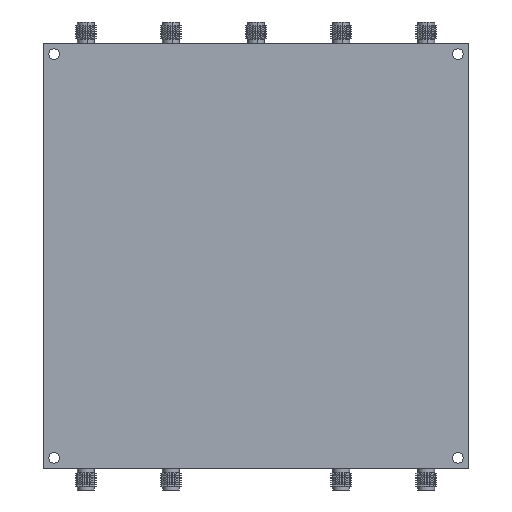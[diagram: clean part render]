
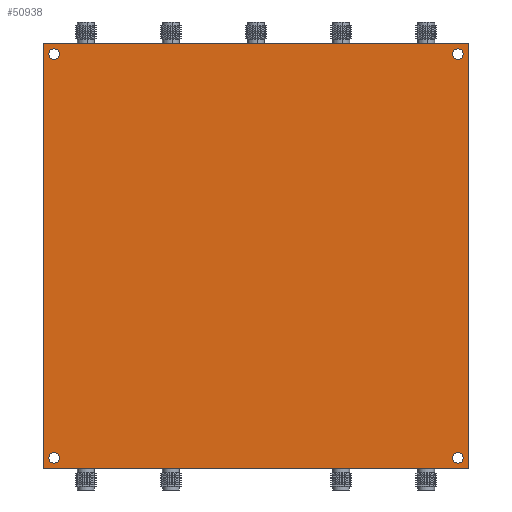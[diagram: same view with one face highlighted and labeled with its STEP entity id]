
A CAD part, front view. The second image highlights one B-rep face of the part: STEP entity #50938.
In plain terms, the highlighted planar face has unit normal (0, -1, 0).
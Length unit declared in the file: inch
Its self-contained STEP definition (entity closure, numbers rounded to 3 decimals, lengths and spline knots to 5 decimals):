
#287 = CIRCLE ( 'NONE', #41028, 0.0625 ) ;
#1127 = VERTEX_POINT ( 'NONE', #52992 ) ;
#1132 = EDGE_CURVE ( 'NONE', #32980, #27294, #12550, .T. ) ;
#2884 = DIRECTION ( 'NONE',  ( 0., 0., 1. ) ) ;
#3325 = AXIS2_PLACEMENT_3D ( 'NONE', #56220, #23428, #17970 ) ;
#3718 = DIRECTION ( 'NONE',  ( 0., 1., 0. ) ) ;
#4094 = EDGE_LOOP ( 'NONE', ( #16969, #31961 ) ) ;
#4195 = CARTESIAN_POINT ( 'NONE',  ( -2.375, 0., 2.4375 ) ) ;
#5460 = ORIENTED_EDGE ( 'NONE', *, *, #36980, .T. ) ;
#5652 = FACE_OUTER_BOUND ( 'NONE', #40670, .T. ) ;
#6275 = CIRCLE ( 'NONE', #41164, 0.0625 ) ;
#6598 = DIRECTION ( 'NONE',  ( 0., 1., 0. ) ) ;
#7166 = AXIS2_PLACEMENT_3D ( 'NONE', #11804, #11214, #48250 ) ;
#7304 = VECTOR ( 'NONE', #38606, 39.37008 ) ;
#8242 = VERTEX_POINT ( 'NONE', #59834 ) ;
#8525 = DIRECTION ( 'NONE',  ( 1., 0., 0. ) ) ;
#8539 = ORIENTED_EDGE ( 'NONE', *, *, #52672, .F. ) ;
#8743 = DIRECTION ( 'NONE',  ( 0., 1., 0. ) ) ;
#9295 = FACE_BOUND ( 'NONE', #49681, .T. ) ;
#9336 = CIRCLE ( 'NONE', #19063, 0.0625 ) ;
#9521 = CIRCLE ( 'NONE', #49283, 0.0625 ) ;
#9906 = CARTESIAN_POINT ( 'NONE',  ( -2.375, 0., 2.375 ) ) ;
#10037 = CIRCLE ( 'NONE', #7166, 0.0625 ) ;
#10192 = PLANE ( 'NONE',  #30046 ) ;
#10337 = VERTEX_POINT ( 'NONE', #32984 ) ;
#10611 = ORIENTED_EDGE ( 'NONE', *, *, #21612, .T. ) ;
#10764 = CARTESIAN_POINT ( 'NONE',  ( -2.375, 0., -2.3125 ) ) ;
#11214 = DIRECTION ( 'NONE',  ( 0., 1., 0. ) ) ;
#11215 = CARTESIAN_POINT ( 'NONE',  ( 2.375, 0., 2.375 ) ) ;
#11804 = CARTESIAN_POINT ( 'NONE',  ( 2.375, 0., 2.375 ) ) ;
#11935 = EDGE_CURVE ( 'NONE', #22078, #1127, #59571, .T. ) ;
#12550 = LINE ( 'NONE', #12849, #39893 ) ;
#12849 = CARTESIAN_POINT ( 'NONE',  ( -2.5, 0., -2.5 ) ) ;
#13589 = CARTESIAN_POINT ( 'NONE',  ( 2.375, 0., 2.4375 ) ) ;
#13679 = CARTESIAN_POINT ( 'NONE',  ( -2.5, 0., 2.5 ) ) ;
#15214 = CARTESIAN_POINT ( 'NONE',  ( -2.5, 0., 2.5 ) ) ;
#16969 = ORIENTED_EDGE ( 'NONE', *, *, #57461, .T. ) ;
#17948 = EDGE_CURVE ( 'NONE', #1127, #22078, #9521, .T. ) ;
#17970 = DIRECTION ( 'NONE',  ( 0., 0., 1. ) ) ;
#19063 = AXIS2_PLACEMENT_3D ( 'NONE', #34506, #39922, #2884 ) ;
#19279 = CARTESIAN_POINT ( 'NONE',  ( -2.375, 0., 2.3125 ) ) ;
#19428 = AXIS2_PLACEMENT_3D ( 'NONE', #11215, #34627, #40057 ) ;
#19551 = EDGE_LOOP ( 'NONE', ( #5460, #40015 ) ) ;
#19822 = LINE ( 'NONE', #48315, #7304 ) ;
#20573 = CARTESIAN_POINT ( 'NONE',  ( 2.375, 0., -2.3125 ) ) ;
#21612 = EDGE_CURVE ( 'NONE', #10337, #26678, #24616, .T. ) ;
#22078 = VERTEX_POINT ( 'NONE', #10764 ) ;
#23428 = DIRECTION ( 'NONE',  ( 0., 1., 0. ) ) ;
#23857 = EDGE_CURVE ( 'NONE', #56359, #33818, #26758, .T. ) ;
#24594 = CARTESIAN_POINT ( 'NONE',  ( 2.5, 0., -2.5 ) ) ;
#24616 = CIRCLE ( 'NONE', #38157, 0.0625 ) ;
#26678 = VERTEX_POINT ( 'NONE', #20573 ) ;
#26758 = LINE ( 'NONE', #13679, #27772 ) ;
#27261 = DIRECTION ( 'NONE',  ( 0., 0., 1. ) ) ;
#27294 = VERTEX_POINT ( 'NONE', #54404 ) ;
#27772 = VECTOR ( 'NONE', #8525, 39.37008 ) ;
#28612 = VERTEX_POINT ( 'NONE', #4195 ) ;
#29158 = LINE ( 'NONE', #15214, #56529 ) ;
#29298 = DIRECTION ( 'NONE',  ( 0., -1., 0. ) ) ;
#29606 = DIRECTION ( 'NONE',  ( 0., 0., -1. ) ) ;
#30046 = AXIS2_PLACEMENT_3D ( 'NONE', #43580, #29298, #29606 ) ;
#31043 = DIRECTION ( 'NONE',  ( 0., 0., 1. ) ) ;
#31961 = ORIENTED_EDGE ( 'NONE', *, *, #53591, .T. ) ;
#32254 = EDGE_CURVE ( 'NONE', #33818, #32980, #19822, .T. ) ;
#32980 = VERTEX_POINT ( 'NONE', #24594 ) ;
#32984 = CARTESIAN_POINT ( 'NONE',  ( 2.375, 0., -2.4375 ) ) ;
#33000 = CIRCLE ( 'NONE', #19428, 0.0625 ) ;
#33351 = DIRECTION ( 'NONE',  ( 0., 0., 1. ) ) ;
#33818 = VERTEX_POINT ( 'NONE', #40949 ) ;
#33897 = FACE_BOUND ( 'NONE', #19551, .T. ) ;
#34506 = CARTESIAN_POINT ( 'NONE',  ( 2.375, 0., -2.375 ) ) ;
#34546 = EDGE_CURVE ( 'NONE', #57447, #8242, #33000, .T. ) ;
#34627 = DIRECTION ( 'NONE',  ( 0., 1., 0. ) ) ;
#35520 = ORIENTED_EDGE ( 'NONE', *, *, #1132, .F. ) ;
#36980 = EDGE_CURVE ( 'NONE', #8242, #57447, #10037, .T. ) ;
#37545 = DIRECTION ( 'NONE',  ( 0., 0., 1. ) ) ;
#38157 = AXIS2_PLACEMENT_3D ( 'NONE', #45500, #8743, #27261 ) ;
#38606 = DIRECTION ( 'NONE',  ( 0., 0., -1. ) ) ;
#39305 = EDGE_CURVE ( 'NONE', #26678, #10337, #9336, .T. ) ;
#39893 = VECTOR ( 'NONE', #40192, 39.37008 ) ;
#39922 = DIRECTION ( 'NONE',  ( 0., 1., 0. ) ) ;
#40015 = ORIENTED_EDGE ( 'NONE', *, *, #34546, .T. ) ;
#40057 = DIRECTION ( 'NONE',  ( 0., 0., 1. ) ) ;
#40192 = DIRECTION ( 'NONE',  ( -1., 0., 0. ) ) ;
#40670 = EDGE_LOOP ( 'NONE', ( #51392, #57216, #8539, #35520 ) ) ;
#40949 = CARTESIAN_POINT ( 'NONE',  ( 2.5, 0., 2.5 ) ) ;
#41028 = AXIS2_PLACEMENT_3D ( 'NONE', #48170, #6598, #33351 ) ;
#41164 = AXIS2_PLACEMENT_3D ( 'NONE', #9906, #47271, #37545 ) ;
#41780 = FACE_BOUND ( 'NONE', #45692, .T. ) ;
#43580 = CARTESIAN_POINT ( 'NONE',  ( 0., 0., 0. ) ) ;
#45479 = VERTEX_POINT ( 'NONE', #19279 ) ;
#45500 = CARTESIAN_POINT ( 'NONE',  ( 2.375, 0., -2.375 ) ) ;
#45692 = EDGE_LOOP ( 'NONE', ( #50168, #50691 ) ) ;
#45833 = CARTESIAN_POINT ( 'NONE',  ( -2.5, 0., 2.5 ) ) ;
#47271 = DIRECTION ( 'NONE',  ( 0., 1., 0. ) ) ;
#47694 = DIRECTION ( 'NONE',  ( 0., 0., 1. ) ) ;
#48170 = CARTESIAN_POINT ( 'NONE',  ( -2.375, 0., 2.375 ) ) ;
#48250 = DIRECTION ( 'NONE',  ( 0., 0., 1. ) ) ;
#48315 = CARTESIAN_POINT ( 'NONE',  ( 2.5, 0., 2.5 ) ) ;
#49283 = AXIS2_PLACEMENT_3D ( 'NONE', #54175, #3718, #31043 ) ;
#49681 = EDGE_LOOP ( 'NONE', ( #10611, #49811 ) ) ;
#49811 = ORIENTED_EDGE ( 'NONE', *, *, #39305, .T. ) ;
#50168 = ORIENTED_EDGE ( 'NONE', *, *, #17948, .T. ) ;
#50691 = ORIENTED_EDGE ( 'NONE', *, *, #11935, .T. ) ;
#50938 = ADVANCED_FACE ( 'NONE', ( #33897, #41780, #5652, #9295, #51814 ), #10192, .T. ) ;
#51392 = ORIENTED_EDGE ( 'NONE', *, *, #32254, .F. ) ;
#51814 = FACE_BOUND ( 'NONE', #4094, .T. ) ;
#52672 = EDGE_CURVE ( 'NONE', #27294, #56359, #29158, .T. ) ;
#52992 = CARTESIAN_POINT ( 'NONE',  ( -2.375, 0., -2.4375 ) ) ;
#53591 = EDGE_CURVE ( 'NONE', #28612, #45479, #287, .T. ) ;
#54175 = CARTESIAN_POINT ( 'NONE',  ( -2.375, 0., -2.375 ) ) ;
#54404 = CARTESIAN_POINT ( 'NONE',  ( -2.5, 0., -2.5 ) ) ;
#56220 = CARTESIAN_POINT ( 'NONE',  ( -2.375, 0., -2.375 ) ) ;
#56359 = VERTEX_POINT ( 'NONE', #45833 ) ;
#56529 = VECTOR ( 'NONE', #47694, 39.37008 ) ;
#57216 = ORIENTED_EDGE ( 'NONE', *, *, #23857, .F. ) ;
#57447 = VERTEX_POINT ( 'NONE', #13589 ) ;
#57461 = EDGE_CURVE ( 'NONE', #45479, #28612, #6275, .T. ) ;
#59571 = CIRCLE ( 'NONE', #3325, 0.0625 ) ;
#59834 = CARTESIAN_POINT ( 'NONE',  ( 2.375, 0., 2.3125 ) ) ;
